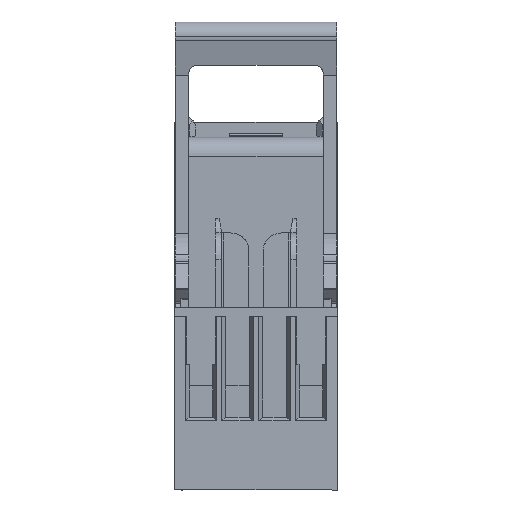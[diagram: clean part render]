
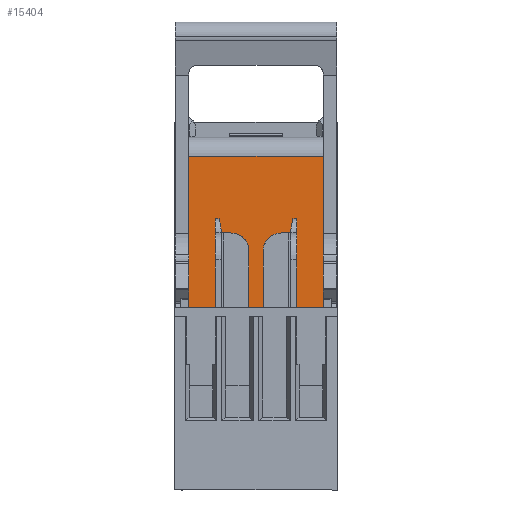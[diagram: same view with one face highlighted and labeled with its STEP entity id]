
A CAD part, front view. The second image highlights one B-rep face of the part: STEP entity #15404.
In plain terms, the highlighted planar face has unit normal (0, -1, 0).
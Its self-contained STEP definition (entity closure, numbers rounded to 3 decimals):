
#15396=AXIS2_PLACEMENT_3D('Plane Axis2P3D',#15393,#15394,#15395) ;
#14966=CARTESIAN_POINT('Vertex',(24.85,21.815,55.85)) ;
#14969=CARTESIAN_POINT('Line Origine',(24.85,21.815,42.925)) ;
#14973=CARTESIAN_POINT('Vertex',(24.85,21.815,30.)) ;
#14996=CARTESIAN_POINT('Line Origine',(13.6,21.815,30.)) ;
#15000=CARTESIAN_POINT('Vertex',(2.35,21.815,30.)) ;
#15028=CARTESIAN_POINT('Line Origine',(2.35,21.815,42.925)) ;
#15032=CARTESIAN_POINT('Vertex',(2.35,21.815,55.85)) ;
#15380=CARTESIAN_POINT('Line Origine',(2.35,21.815,55.85)) ;
#15393=CARTESIAN_POINT('Axis2P3D Location',(2.35,21.815,55.85)) ;
#14970=DIRECTION('Vector Direction',(0.,0.,-1.)) ;
#14997=DIRECTION('Vector Direction',(1.,0.,0.)) ;
#15029=DIRECTION('Vector Direction',(0.,0.,-1.)) ;
#15381=DIRECTION('Vector Direction',(1.,0.,0.)) ;
#15394=DIRECTION('Axis2P3D Direction',(0.,-1.,0.)) ;
#15395=DIRECTION('Axis2P3D XDirection',(0.,0.,-1.)) ;
#14971=VECTOR('Line Direction',#14970,1.) ;
#14998=VECTOR('Line Direction',#14997,1.) ;
#15030=VECTOR('Line Direction',#15029,1.) ;
#15382=VECTOR('Line Direction',#15381,1.) ;
#15399=ORIENTED_EDGE('',*,*,#15002,.T.) ;
#15400=ORIENTED_EDGE('',*,*,#14975,.F.) ;
#15401=ORIENTED_EDGE('',*,*,#15384,.F.) ;
#15402=ORIENTED_EDGE('',*,*,#15034,.T.) ;
#15404=ADVANCED_FACE('RELAIS',(#15403),#15397,.T.) ;
#14975=EDGE_CURVE('',#14967,#14974,#14972,.T.) ;
#15002=EDGE_CURVE('',#15001,#14974,#14999,.T.) ;
#15034=EDGE_CURVE('',#15033,#15001,#15031,.T.) ;
#15384=EDGE_CURVE('',#15033,#14967,#15383,.T.) ;
#15398=EDGE_LOOP('',(#15399,#15400,#15401,#15402)) ;
#15403=FACE_OUTER_BOUND('',#15398,.T.) ;
#14972=LINE('Line',#14969,#14971) ;
#14999=LINE('Line',#14996,#14998) ;
#15031=LINE('Line',#15028,#15030) ;
#15383=LINE('Line',#15380,#15382) ;
#15397=PLANE('',#15396) ;
#14967=VERTEX_POINT('',#14966) ;
#14974=VERTEX_POINT('',#14973) ;
#15001=VERTEX_POINT('',#15000) ;
#15033=VERTEX_POINT('',#15032) ;
